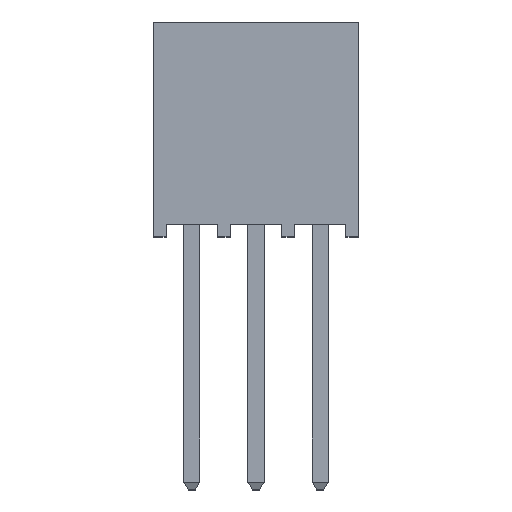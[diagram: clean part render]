
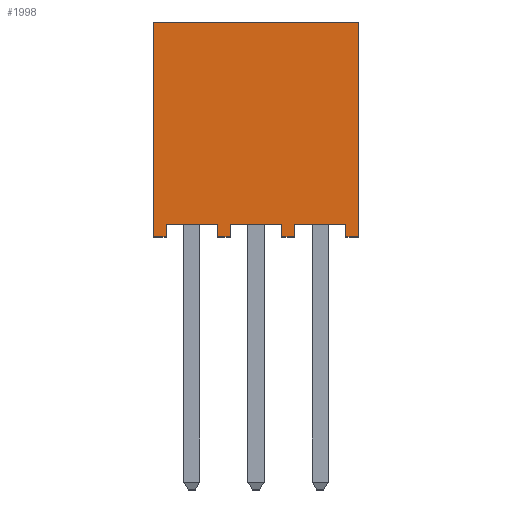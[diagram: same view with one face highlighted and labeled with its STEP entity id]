
A CAD part, top view. The second image highlights one B-rep face of the part: STEP entity #1998.
In plain terms, the highlighted planar face has unit normal (0, 0, 1).
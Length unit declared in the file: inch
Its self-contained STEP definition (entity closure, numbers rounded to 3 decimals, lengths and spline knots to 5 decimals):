
#359=ORIENTED_EDGE('',*,*,#755,.F.);
#360=ORIENTED_EDGE('',*,*,#756,.T.);
#361=ORIENTED_EDGE('',*,*,#757,.F.);
#362=ORIENTED_EDGE('',*,*,#758,.F.);
#363=ORIENTED_EDGE('',*,*,#759,.T.);
#364=ORIENTED_EDGE('',*,*,#760,.T.);
#365=ORIENTED_EDGE('',*,*,#761,.F.);
#366=ORIENTED_EDGE('',*,*,#762,.F.);
#367=ORIENTED_EDGE('',*,*,#763,.F.);
#368=ORIENTED_EDGE('',*,*,#764,.T.);
#369=ORIENTED_EDGE('',*,*,#765,.F.);
#370=ORIENTED_EDGE('',*,*,#766,.F.);
#371=ORIENTED_EDGE('',*,*,#767,.F.);
#372=ORIENTED_EDGE('',*,*,#768,.T.);
#373=ORIENTED_EDGE('',*,*,#769,.F.);
#374=ORIENTED_EDGE('',*,*,#770,.F.);
#755=EDGE_CURVE('',#979,#980,#1215,.T.);
#756=EDGE_CURVE('',#979,#981,#1216,.T.);
#757=EDGE_CURVE('',#982,#981,#1217,.T.);
#758=EDGE_CURVE('',#983,#982,#1218,.T.);
#759=EDGE_CURVE('',#983,#984,#1219,.T.);
#760=EDGE_CURVE('',#984,#985,#1220,.T.);
#761=EDGE_CURVE('',#986,#985,#1221,.T.);
#762=EDGE_CURVE('',#987,#986,#1222,.T.);
#763=EDGE_CURVE('',#988,#987,#1223,.T.);
#764=EDGE_CURVE('',#988,#989,#1224,.T.);
#765=EDGE_CURVE('',#990,#989,#1225,.T.);
#766=EDGE_CURVE('',#991,#990,#1226,.T.);
#767=EDGE_CURVE('',#992,#991,#1227,.T.);
#768=EDGE_CURVE('',#992,#993,#1228,.T.);
#769=EDGE_CURVE('',#994,#993,#1229,.T.);
#770=EDGE_CURVE('',#980,#994,#1230,.T.);
#979=VERTEX_POINT('',#3012);
#980=VERTEX_POINT('',#3013);
#981=VERTEX_POINT('',#3015);
#982=VERTEX_POINT('',#3017);
#983=VERTEX_POINT('',#3019);
#984=VERTEX_POINT('',#3021);
#985=VERTEX_POINT('',#3023);
#986=VERTEX_POINT('',#3025);
#987=VERTEX_POINT('',#3027);
#988=VERTEX_POINT('',#3029);
#989=VERTEX_POINT('',#3031);
#990=VERTEX_POINT('',#3033);
#991=VERTEX_POINT('',#3035);
#992=VERTEX_POINT('',#3037);
#993=VERTEX_POINT('',#3039);
#994=VERTEX_POINT('',#3041);
#1215=LINE('',#3011,#1491);
#1216=LINE('',#3014,#1492);
#1217=LINE('',#3016,#1493);
#1218=LINE('',#3018,#1494);
#1219=LINE('',#3020,#1495);
#1220=LINE('',#3022,#1496);
#1221=LINE('',#3024,#1497);
#1222=LINE('',#3026,#1498);
#1223=LINE('',#3028,#1499);
#1224=LINE('',#3030,#1500);
#1225=LINE('',#3032,#1501);
#1226=LINE('',#3034,#1502);
#1227=LINE('',#3036,#1503);
#1228=LINE('',#3038,#1504);
#1229=LINE('',#3040,#1505);
#1230=LINE('',#3042,#1506);
#1491=VECTOR('',#2469,39.37008);
#1492=VECTOR('',#2470,39.37008);
#1493=VECTOR('',#2471,39.37008);
#1494=VECTOR('',#2472,39.37008);
#1495=VECTOR('',#2473,39.37008);
#1496=VECTOR('',#2474,39.37008);
#1497=VECTOR('',#2475,39.37008);
#1498=VECTOR('',#2476,39.37008);
#1499=VECTOR('',#2477,39.37008);
#1500=VECTOR('',#2478,39.37008);
#1501=VECTOR('',#2479,39.37008);
#1502=VECTOR('',#2480,39.37008);
#1503=VECTOR('',#2481,39.37008);
#1504=VECTOR('',#2482,39.37008);
#1505=VECTOR('',#2483,39.37008);
#1506=VECTOR('',#2484,39.37008);
#1662=EDGE_LOOP('',(#359,#360,#361,#362,#363,#364,#365,#366,#367,#368,#369,
#370,#371,#372,#373,#374));
#1782=FACE_BOUND('',#1662,.T.);
#1896=PLANE('',#2127);
#1998=ADVANCED_FACE('',(#1782),#1896,.F.);
#2127=AXIS2_PLACEMENT_3D('',#3010,#2467,#2468);
#2467=DIRECTION('',(0.,0.,-1.));
#2468=DIRECTION('',(-1.,0.,0.));
#2469=DIRECTION('',(0.,1.,0.));
#2470=DIRECTION('',(1.,0.,0.));
#2471=DIRECTION('',(0.,-1.,0.));
#2472=DIRECTION('',(1.,0.,0.));
#2473=DIRECTION('',(0.,-1.,0.));
#2474=DIRECTION('',(1.,0.,0.));
#2475=DIRECTION('',(0.,-1.,0.));
#2476=DIRECTION('',(-1.,0.,0.));
#2477=DIRECTION('',(0.,1.,0.));
#2478=DIRECTION('',(1.,0.,0.));
#2479=DIRECTION('',(0.,-1.,0.));
#2480=DIRECTION('',(-1.,0.,0.));
#2481=DIRECTION('',(0.,1.,0.));
#2482=DIRECTION('',(1.,0.,0.));
#2483=DIRECTION('',(0.,-1.,0.));
#2484=DIRECTION('',(-1.,0.,0.));
#3010=CARTESIAN_POINT('',(-0.16,0.335,0.0975));
#3011=CARTESIAN_POINT('',(0.14,0.335,0.0975));
#3012=CARTESIAN_POINT('',(0.14,0.,0.0975));
#3013=CARTESIAN_POINT('',(0.14,0.02,0.0975));
#3014=CARTESIAN_POINT('',(-0.16,0.,0.0975));
#3015=CARTESIAN_POINT('',(0.16,0.,0.0975));
#3016=CARTESIAN_POINT('',(0.16,0.335,0.0975));
#3017=CARTESIAN_POINT('',(0.16,0.335,0.0975));
#3018=CARTESIAN_POINT('',(-0.16,0.335,0.0975));
#3019=CARTESIAN_POINT('',(-0.16,0.335,0.0975));
#3020=CARTESIAN_POINT('',(-0.16,0.335,0.0975));
#3021=CARTESIAN_POINT('',(-0.16,0.,0.0975));
#3022=CARTESIAN_POINT('',(-0.16,0.,0.0975));
#3023=CARTESIAN_POINT('',(-0.14,0.,0.0975));
#3024=CARTESIAN_POINT('',(-0.14,0.335,0.0975));
#3025=CARTESIAN_POINT('',(-0.14,0.02,0.0975));
#3026=CARTESIAN_POINT('',(-0.16,0.02,0.0975));
#3027=CARTESIAN_POINT('',(-0.06,0.02,0.0975));
#3028=CARTESIAN_POINT('',(-0.06,0.335,0.0975));
#3029=CARTESIAN_POINT('',(-0.06,0.,0.0975));
#3030=CARTESIAN_POINT('',(-0.16,0.,0.0975));
#3031=CARTESIAN_POINT('',(-0.04,0.,0.0975));
#3032=CARTESIAN_POINT('',(-0.04,0.335,0.0975));
#3033=CARTESIAN_POINT('',(-0.04,0.02,0.0975));
#3034=CARTESIAN_POINT('',(-0.16,0.02,0.0975));
#3035=CARTESIAN_POINT('',(0.04,0.02,0.0975));
#3036=CARTESIAN_POINT('',(0.04,0.335,0.0975));
#3037=CARTESIAN_POINT('',(0.04,0.,0.0975));
#3038=CARTESIAN_POINT('',(-0.16,0.,0.0975));
#3039=CARTESIAN_POINT('',(0.06,0.,0.0975));
#3040=CARTESIAN_POINT('',(0.06,0.335,0.0975));
#3041=CARTESIAN_POINT('',(0.06,0.02,0.0975));
#3042=CARTESIAN_POINT('',(-0.16,0.02,0.0975));
